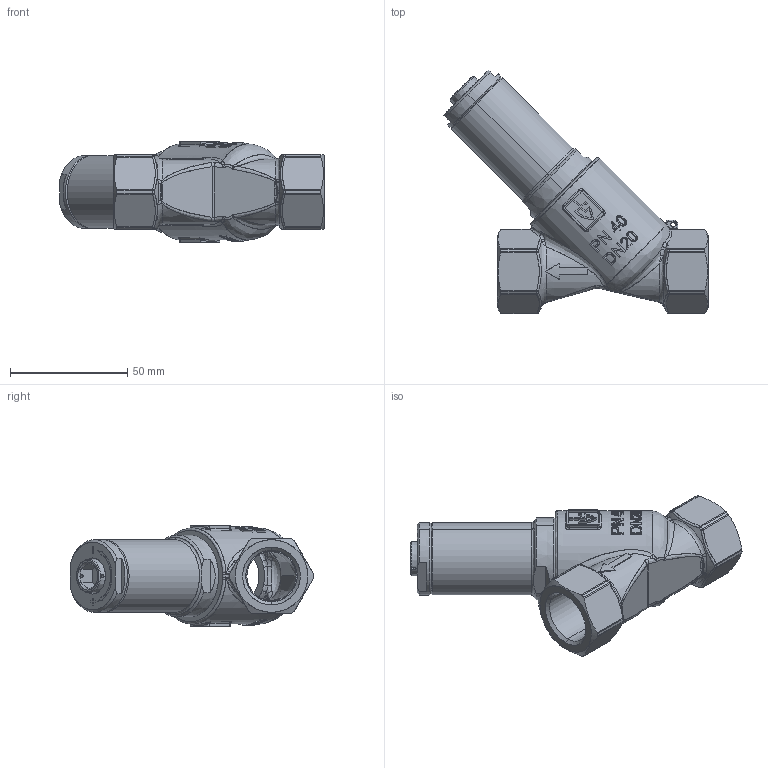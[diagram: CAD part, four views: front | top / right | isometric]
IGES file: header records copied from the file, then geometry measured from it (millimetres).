
Start section: SolidWorks IGES file using analytic representation for surfaces
Global section: file name: 617YTGFO_20_FF_2020.IGS; native system: SolidWorks 2020; preprocessor: SolidWorks 2020; author: Hehr; date: 201112.075303; units: millimetre
Bounding box: 112.91 x 103.91 x 43 mm (x, y, z)
Surface area: 40717 mm2 (no closed solid volume)
Topology: 0 solids, 0 shells, 769 faces, 8761 edges, 8734 vertices
Faces by surface type: bspline 520, revolution 249
